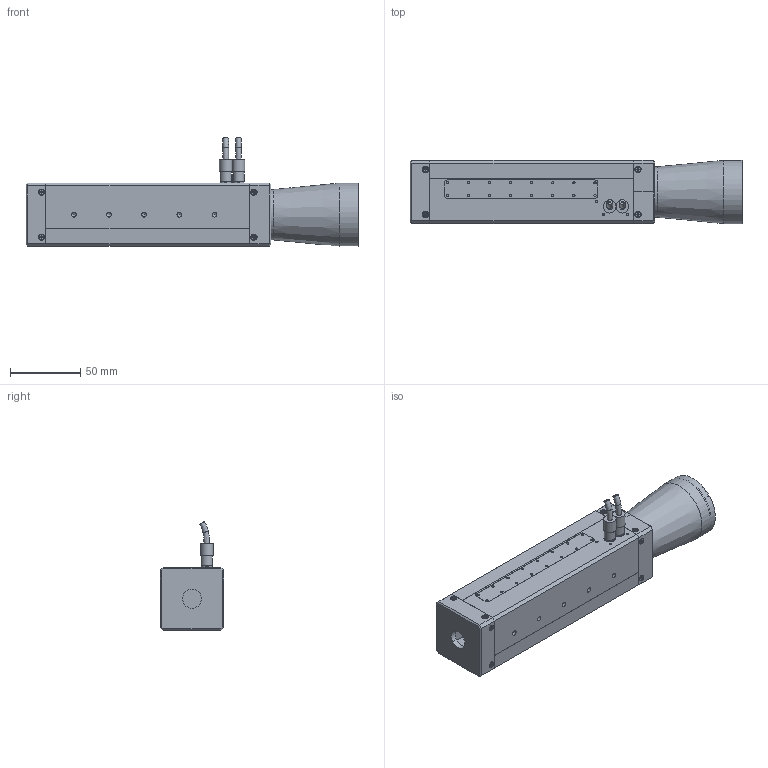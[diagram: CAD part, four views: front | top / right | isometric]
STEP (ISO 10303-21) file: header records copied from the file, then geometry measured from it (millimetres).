
FILE_DESCRIPTION(/* description */ (''),/* implementation_level */ '2;1');
FILE_NAME(/* name */ 'MEX18v2.2.step',/* time_stamp */ '2021-07-19T14:42:23+03:00',/* author */ (''),/* organization */ (''),/* preprocessor_version */ 'ST-DEVELOPER v18.1',/* originating_system */ 'Autodesk Translation Framework v10.9.0.1377',/* authorisation */ '');
FILE_SCHEMA (('AUTOMOTIVE_DESIGN { 1 0 10303 214 3 1 1 }'));
Length unit declared in the file: millimetre
Products named in the file (24): MEX18v2.2; MEX18-06-00 v12; Component1; MEX18-01-01 v16; BDS-006-00 v1; Component4; Component5; MEX18-04-00 v9; MEX18-04-00 v9 (1); Component3; MEX-09-00 v11; Front cover; Binder jsnap in v2; MEX13v2.2 assembly_Binder jsnap in v1 v3; MEX18-02/03 main cover v5; MEX18-02-00; MEX18-03-00; Lens; MEX18-TP3_sag_633; NONE (1); Component11; MEX18-07-00 v4; M2x5 Counter; Binder Connector/Cable v1
Assembly tree (40 placements, depth 5):
  MEX18v2.2
    MEX18-06-00 v12
      Component1
    MEX18-01-01 v16
      BDS-006-00 v1
        Component4
          Component5
    MEX18-04-00 v9
      Component3
    MEX18-04-00 v9 (1)
      Component3
    MEX-09-00 v11
      Front cover
    Binder jsnap in v2
    MEX13v2.2 assembly_Binder jsnap in v1 v3
    MEX18-02/03 main cover v5
      MEX18-02-00
      MEX18-03-00
    Lens
      MEX18-TP3_sag_633
        NONE (1)
          Component11
    MEX18-07-00 v4
    M2x5 Counter  x16
    Binder Connector/Cable v1  x2
Bounding box: 236 x 45 x 77.33 mm (x, y, z)
Volume: 119401.9 mm3; surface area: 104394.7 mm2
Topology: 29 solids, 32 shells, 1299 faces, 3584 edges, 2365 vertices
Faces by surface type: plane 533, cylinder 493, cone 221, bspline 36, torus 8, sphere 8
Full cylindrical faces by diameter (mm): 0.78 x7, 0.9 x3, 1.1 x3, 1.2 x4, 1.459 x128, 1.567 x1, 1.623 x28, 2 x144, 2.2 x3, 2.5 x14, 2.529 x4, 3.332 x5, 3.8 x4, 5.461 x2, 6.35 x2, 7.8 x2, 8 x2, 8.5 x2, 9 x2, 13.505 x1, 15 x1, 31 x1, 31.5 x1, 36 x1, 40.5 x1, 41 x1, 43 x2, 43.5 x2, 44 x1, 45 x1
Entity records: 18952 total; most frequent: CARTESIAN_POINT 5457, DIRECTION 2746, ORIENTED_EDGE 2602, EDGE_CURVE 1301, AXIS2_PLACEMENT_3D 1005, VERTEX_POINT 864, LINE 736, VECTOR 736
